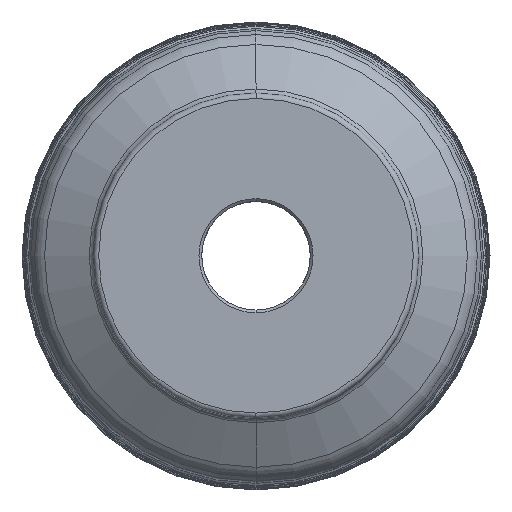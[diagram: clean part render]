
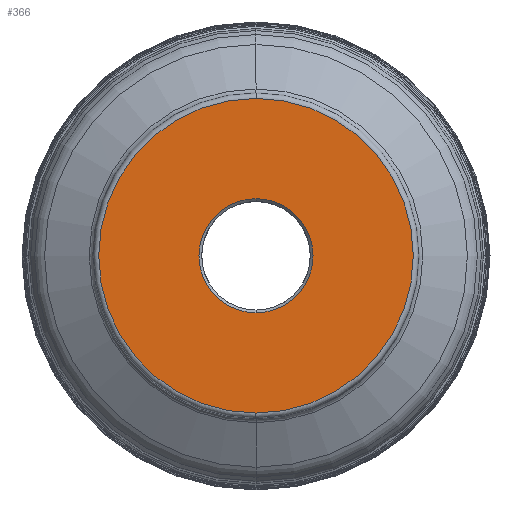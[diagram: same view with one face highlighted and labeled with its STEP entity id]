
A CAD part, top view. The second image highlights one B-rep face of the part: STEP entity #366.
In plain terms, the highlighted planar face has unit normal (0, 0, 1).
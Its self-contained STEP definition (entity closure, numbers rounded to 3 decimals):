
#56=PLANE('',#3785);
#66=FACE_BOUND('',#860,.T.);
#67=FACE_BOUND('',#861,.T.);
#366=ADVANCED_FACE('',(#66,#67),#56,.F.);
#860=EDGE_LOOP('',(#1570,#1571,#1572,#1573));
#861=EDGE_LOOP('',(#1574,#1575));
#1570=ORIENTED_EDGE('',*,*,#2324,.T.);
#1571=ORIENTED_EDGE('',*,*,#2325,.T.);
#1572=ORIENTED_EDGE('',*,*,#2326,.F.);
#1573=ORIENTED_EDGE('',*,*,#2327,.F.);
#1574=ORIENTED_EDGE('',*,*,#2323,.T.);
#1575=ORIENTED_EDGE('',*,*,#2321,.T.);
#1924=VERTEX_POINT('',#7029);
#1925=VERTEX_POINT('',#7031);
#1926=VERTEX_POINT('',#7037);
#1927=VERTEX_POINT('',#7038);
#1928=VERTEX_POINT('',#7040);
#1929=VERTEX_POINT('',#7042);
#2321=EDGE_CURVE('',#1925,#1924,#2826,.T.);
#2323=EDGE_CURVE('',#1924,#1925,#2827,.T.);
#2324=EDGE_CURVE('',#1926,#1927,#2828,.T.);
#2325=EDGE_CURVE('',#1927,#1928,#2829,.T.);
#2326=EDGE_CURVE('',#1929,#1928,#2830,.T.);
#2327=EDGE_CURVE('',#1926,#1929,#2831,.T.);
#2826=CIRCLE('',#3777,21.035);
#2827=CIRCLE('',#3779,21.035);
#2828=CIRCLE('',#3781,58.);
#2829=CIRCLE('',#3782,58.);
#2830=CIRCLE('',#3783,58.);
#2831=CIRCLE('',#3784,58.);
#3777=AXIS2_PLACEMENT_3D('',#7030,#4734,#4735);
#3779=AXIS2_PLACEMENT_3D('',#7034,#4739,#4740);
#3781=AXIS2_PLACEMENT_3D('',#7036,#4743,#4744);
#3782=AXIS2_PLACEMENT_3D('',#7039,#4745,#4746);
#3783=AXIS2_PLACEMENT_3D('',#7041,#4747,#4748);
#3784=AXIS2_PLACEMENT_3D('',#7043,#4749,#4750);
#3785=AXIS2_PLACEMENT_3D('',#7044,#4751,#4752);
#4734=DIRECTION('',(0.,0.,-1.));
#4735=DIRECTION('',(0.,-1.,0.));
#4739=DIRECTION('',(0.,0.,-1.));
#4740=DIRECTION('',(0.,1.,0.));
#4743=DIRECTION('',(0.,0.,1.));
#4744=DIRECTION('',(0.,1.,0.));
#4745=DIRECTION('',(0.,0.,1.));
#4746=DIRECTION('',(0.,-1.,0.));
#4747=DIRECTION('',(0.,0.,-1.));
#4748=DIRECTION('',(0.,-1.,0.));
#4749=DIRECTION('',(0.,0.,-1.));
#4750=DIRECTION('',(0.,1.,0.));
#4751=DIRECTION('',(0.,0.,-1.));
#4752=DIRECTION('',(0.,1.,0.));
#7029=CARTESIAN_POINT('',(0.,21.035,0.));
#7030=CARTESIAN_POINT('',(0.,0.,0.));
#7031=CARTESIAN_POINT('',(0.,-21.035,0.));
#7034=CARTESIAN_POINT('',(0.,0.,0.));
#7036=CARTESIAN_POINT('',(0.,0.,0.));
#7037=CARTESIAN_POINT('',(-0.016,58.,0.));
#7038=CARTESIAN_POINT('',(0.,-58.,0.));
#7039=CARTESIAN_POINT('',(0.,0.,0.));
#7040=CARTESIAN_POINT('',(0.016,-58.,0.));
#7041=CARTESIAN_POINT('',(0.,0.,0.));
#7042=CARTESIAN_POINT('',(0.,58.,0.));
#7043=CARTESIAN_POINT('',(0.,0.,0.));
#7044=CARTESIAN_POINT('',(0.,0.,0.));
